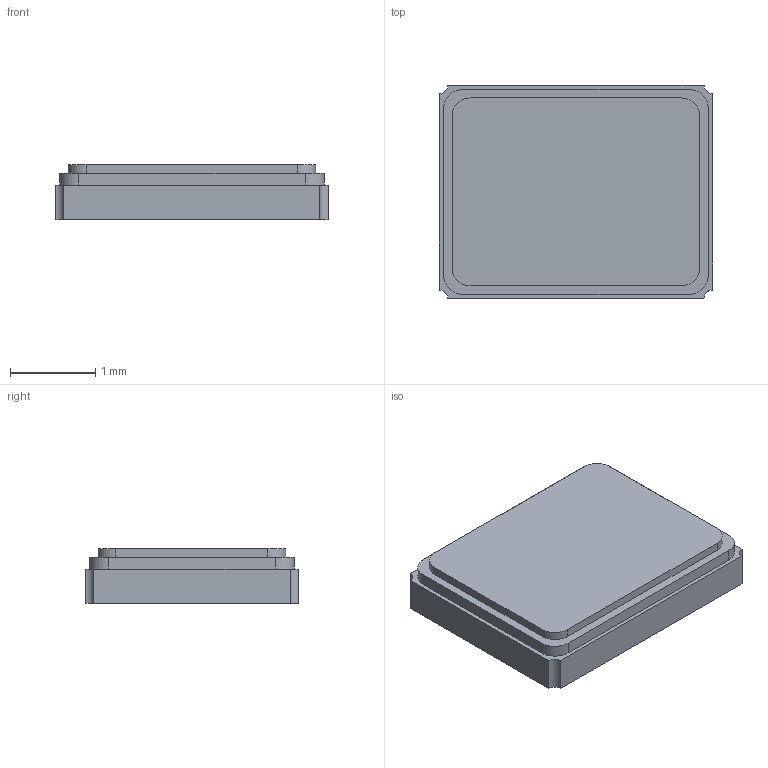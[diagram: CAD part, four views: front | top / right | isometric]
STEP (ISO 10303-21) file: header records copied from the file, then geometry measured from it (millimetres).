
FILE_DESCRIPTION(('FreeCAD Model'),'2;1');
FILE_NAME( 'Crystal_SMD_SeikoEpson_TSX3225-4Pin_3.2x2.5mm_HandSoldering.step' ,'2018-07-28T16:39:19',('kicad StepUp'),('ksu MCAD'), 'Open CASCADE STEP processor 7.2','FreeCAD','Unknown');
FILE_SCHEMA(('AUTOMOTIVE_DESIGN_CC2 { 1 2 10303 214 -1 1 5 4 }'));
Length unit declared in the file: millimetre
Products named in the file (1): Crystal_SMD_SeikoEpson_TSX3225-4Pin_3.2x2.5mm_HandSoldering
Bounding box: 3.2 x 2.5 x 0.64 mm (x, y, z)
Volume: 4.9 mm3; surface area: 22.9 mm2
Topology: 1 solids, 1 shells, 28 faces, 72 edges, 48 vertices
Faces by surface type: plane 16, cylinder 12
Entity records: 645 total; most frequent: ORIENTED_EDGE 112, CARTESIAN_POINT 93, EDGE_CURVE 72, AXIS2_PLACEMENT_3D 53, VERTEX_POINT 48, LINE 48, FACE_BOUND 30, EDGE_LOOP 30
